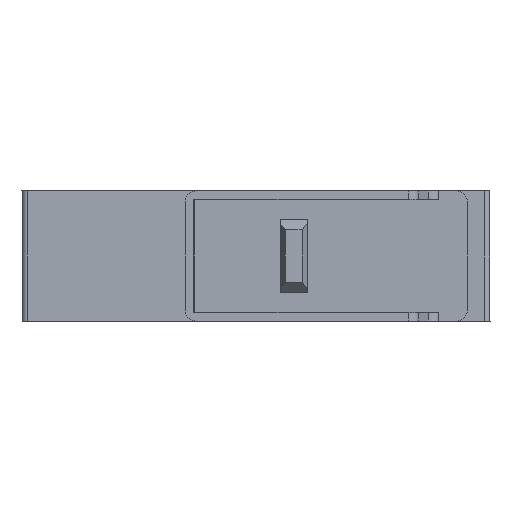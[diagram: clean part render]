
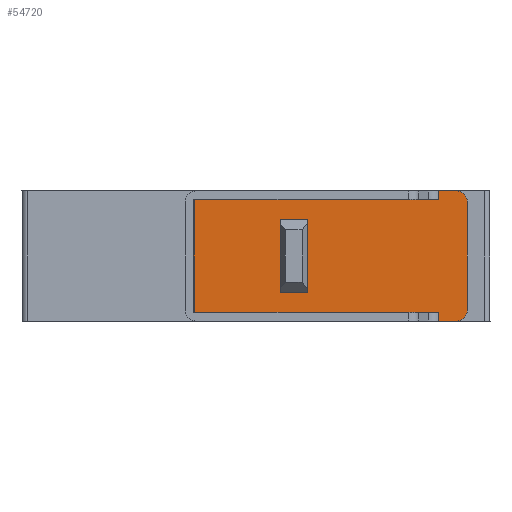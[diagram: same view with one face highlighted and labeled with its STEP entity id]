
A CAD part, left-side view. The second image highlights one B-rep face of the part: STEP entity #54720.
In plain terms, the highlighted planar face has unit normal (-1, 0, 0).
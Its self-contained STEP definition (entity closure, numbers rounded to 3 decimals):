
#22650=CARTESIAN_POINT('',(-40.352,-14.75,
3.4));
#22660=VERTEX_POINT('',#22650);
#22740=CARTESIAN_POINT('',(-40.352,-12.25,3.4));
#22750=VERTEX_POINT('',#22740);
#22780=CARTESIAN_POINT('',(-40.352,-10.025,
3.4));
#22790=DIRECTION('',(0.,1.,0.));
#22800=VECTOR('',#22790,1.);
#22810=LINE('',#22780,#22800);
#22820=EDGE_CURVE('',#22660,#22750,#22810,.T.);
#24760=CARTESIAN_POINT('',(-40.352,-14.75,
-6.));
#24770=DIRECTION('',(0.,0.,-1.));
#24780=VECTOR('',#24770,1.);
#24790=LINE('',#24760,#24780);
#24800=CARTESIAN_POINT('',(-40.352,-14.75,
-3.4));
#24810=VERTEX_POINT('',#24800);
#24820=EDGE_CURVE('',#22660,#24810,#24790,.T.);
#52800=CARTESIAN_POINT('',(-40.352,-26.818,
-5.166));
#52810=VERTEX_POINT('',#52800);
#52860=CARTESIAN_POINT('',(-40.352,-26.818,
-6.));
#52870=DIRECTION('',(0.,0.,-1.));
#52880=VECTOR('',#52870,1.);
#52890=LINE('',#52860,#52880);
#52900=CARTESIAN_POINT('',(-40.352,-26.818,
-6.));
#52910=VERTEX_POINT('',#52900);
#52920=EDGE_CURVE('',#52810,#52910,#52890,.T.);
#53500=CARTESIAN_POINT('',(-40.352,2.749,
-6.));
#53510=DIRECTION('',(0.,1.,0.));
#53520=VECTOR('',#53510,1.);
#53530=LINE('',#53500,#53520);
#53540=CARTESIAN_POINT('',(-40.352,-28.5,
-6.));
#53550=VERTEX_POINT('',#53540);
#53560=EDGE_CURVE('',#53550,#52910,#53530,.T.);
#53810=CARTESIAN_POINT('',(-40.352,-27.107,
-4.472));
#53820=DIRECTION('',(-1.,0.,0.));
#53830=DIRECTION('',(0.,-1.,0.));
#53840=AXIS2_PLACEMENT_3D('',#53810,#53820,#53830);
#53850=PLANE('',#53840);
#53860=ORIENTED_EDGE('',*,*,#22820,.F.);
#53870=CARTESIAN_POINT('',(-40.352,-12.25,
-6.));
#53880=DIRECTION('',(0.,0.,-1.));
#53890=VECTOR('',#53880,1.);
#53900=LINE('',#53870,#53890);
#53910=CARTESIAN_POINT('',(-40.352,-12.25,
-3.4));
#53920=VERTEX_POINT('',#53910);
#53930=EDGE_CURVE('',#22750,#53920,#53900,.T.);
#53940=ORIENTED_EDGE('',*,*,#53930,.F.);
#53950=CARTESIAN_POINT('',(-40.352,-10.025,
-3.4));
#53960=DIRECTION('',(0.,1.,0.));
#53970=VECTOR('',#53960,1.);
#53980=LINE('',#53950,#53970);
#53990=EDGE_CURVE('',#24810,#53920,#53980,.T.);
#54000=ORIENTED_EDGE('',*,*,#53990,.T.);
#54010=ORIENTED_EDGE('',*,*,#24820,.T.);
#54020=EDGE_LOOP('',(#54010,#54000,#53940,#53860));
#54030=FACE_BOUND('',#54020,.T.);
#54040=CARTESIAN_POINT('',(-40.352,-26.818,
-6.));
#54050=DIRECTION('',(0.,0.,-1.));
#54060=VECTOR('',#54050,1.);
#54070=LINE('',#54040,#54060);
#54080=CARTESIAN_POINT('',(-40.352,-26.818,
6.));
#54090=VERTEX_POINT('',#54080);
#54100=CARTESIAN_POINT('',(-40.352,-26.818,
5.166));
#54110=VERTEX_POINT('',#54100);
#54120=EDGE_CURVE('',#54090,#54110,#54070,.T.);
#54130=ORIENTED_EDGE('',*,*,#54120,.T.);
#54140=CARTESIAN_POINT('',(-40.352,2.749,
6.));
#54150=DIRECTION('',(0.,-1.,0.));
#54160=VECTOR('',#54150,1.);
#54170=LINE('',#54140,#54160);
#54180=CARTESIAN_POINT('',(-40.352,-28.5,
6.));
#54190=VERTEX_POINT('',#54180);
#54200=EDGE_CURVE('',#54090,#54190,#54170,.T.);
#54210=ORIENTED_EDGE('',*,*,#54200,.F.);
#54220=CARTESIAN_POINT('',(-40.352,-28.5,
5.));
#54230=DIRECTION('',(-1.,0.,0.));
#54240=DIRECTION('',(0.,1.,0.));
#54250=AXIS2_PLACEMENT_3D('',#54220,#54230,#54240);
#54260=CIRCLE('',#54250,1.);
#54270=CARTESIAN_POINT('',(-40.352,-29.5,
5.));
#54280=VERTEX_POINT('',#54270);
#54290=EDGE_CURVE('',#54280,#54190,#54260,.T.);
#54300=ORIENTED_EDGE('',*,*,#54290,.T.);
#54310=CARTESIAN_POINT('',(-40.352,-29.5,
-6.));
#54320=DIRECTION('',(0.,0.,-1.));
#54330=VECTOR('',#54320,1.);
#54340=LINE('',#54310,#54330);
#54350=CARTESIAN_POINT('',(-40.352,-29.5,
-5.));
#54360=VERTEX_POINT('',#54350);
#54370=EDGE_CURVE('',#54280,#54360,#54340,.T.);
#54380=ORIENTED_EDGE('',*,*,#54370,.F.);
#54390=CARTESIAN_POINT('',(-40.352,-28.5,
-5.));
#54400=DIRECTION('',(1.,0.,0.));
#54410=DIRECTION('',(0.,-1.,0.));
#54420=AXIS2_PLACEMENT_3D('',#54390,#54400,#54410);
#54430=CIRCLE('',#54420,1.);
#54440=EDGE_CURVE('',#54360,#53550,#54430,.T.);
#54450=ORIENTED_EDGE('',*,*,#54440,.F.);
#54460=ORIENTED_EDGE('',*,*,#53560,.F.);
#54470=ORIENTED_EDGE('',*,*,#52920,.T.);
#54480=CARTESIAN_POINT('',(-40.352,-10.025,
-5.166));
#54490=DIRECTION('',(0.,1.,0.));
#54500=VECTOR('',#54490,1.);
#54510=LINE('',#54480,#54500);
#54520=CARTESIAN_POINT('',(-40.352,-4.334,
-5.166));
#54530=VERTEX_POINT('',#54520);
#54540=EDGE_CURVE('',#52810,#54530,#54510,.T.);
#54550=ORIENTED_EDGE('',*,*,#54540,.F.);
#54560=CARTESIAN_POINT('',(-40.352,-4.334,
-6.));
#54570=DIRECTION('',(0.,0.,1.));
#54580=VECTOR('',#54570,1.);
#54590=LINE('',#54560,#54580);
#54600=CARTESIAN_POINT('',(-40.352,-4.334,
5.166));
#54610=VERTEX_POINT('',#54600);
#54620=EDGE_CURVE('',#54530,#54610,#54590,.T.);
#54630=ORIENTED_EDGE('',*,*,#54620,.F.);
#54640=CARTESIAN_POINT('',(-40.352,2.749,
5.166));
#54650=DIRECTION('',(0.,1.,0.));
#54660=VECTOR('',#54650,1.);
#54670=LINE('',#54640,#54660);
#54680=EDGE_CURVE('',#54110,#54610,#54670,.T.);
#54690=ORIENTED_EDGE('',*,*,#54680,.T.);
#54700=EDGE_LOOP('',(#54690,#54630,#54550,#54470,#54460,#54450,#54380,
#54300,#54210,#54130));
#54710=FACE_OUTER_BOUND('',#54700,.T.);
#54720=ADVANCED_FACE('',(#54030,#54710),#53850,.T.);
